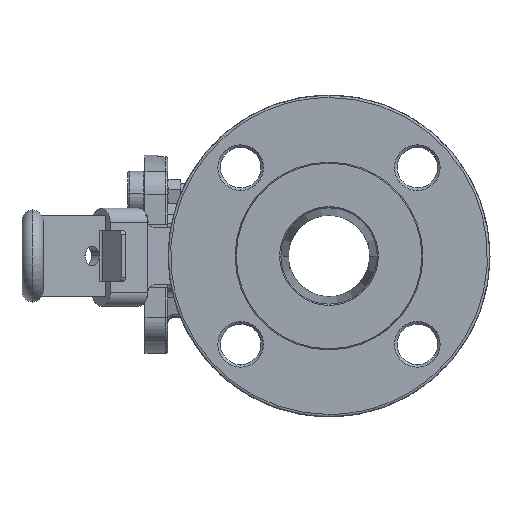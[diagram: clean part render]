
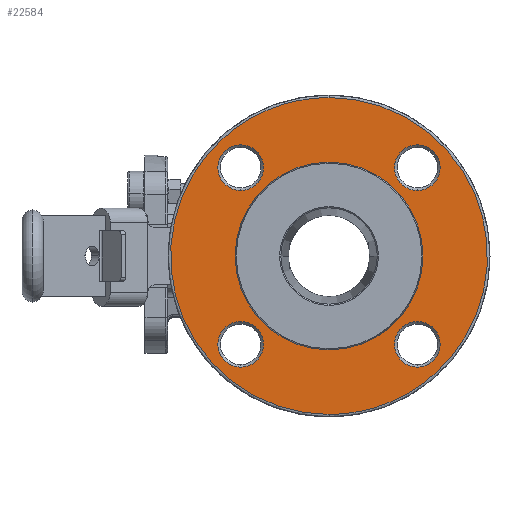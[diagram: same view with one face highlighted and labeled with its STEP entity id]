
A CAD part, left-side view. The second image highlights one B-rep face of the part: STEP entity #22584.
In plain terms, the highlighted planar face has unit normal (-1, 0, 0).
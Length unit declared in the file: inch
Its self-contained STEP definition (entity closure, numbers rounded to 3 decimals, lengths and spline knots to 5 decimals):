
#187 = DIRECTION ( 'NONE',  ( 1., 0., 0. ) ) ;
#250 = EDGE_CURVE ( 'NONE', #10698, #37158, #20582, .T. ) ;
#276 = DIRECTION ( 'NONE',  ( 0., 0., 1. ) ) ;
#299 = CARTESIAN_POINT ( 'NONE',  ( -3.41814, -1.6356, 1.72679 ) ) ;
#958 = CARTESIAN_POINT ( 'NONE',  ( -3.41814, -0.26315, -1.45782 ) ) ;
#971 = DIRECTION ( 'NONE',  ( 0., 0., 1. ) ) ;
#3007 = AXIS2_PLACEMENT_3D ( 'NONE', #32006, #47615, #28156 ) ;
#3150 = VERTEX_POINT ( 'NONE', #26795 ) ;
#3712 = FACE_BOUND ( 'NONE', #29491, .T. ) ;
#5022 = VERTEX_POINT ( 'NONE', #32296 ) ;
#5124 = EDGE_CURVE ( 'NONE', #37158, #10698, #32790, .T. ) ;
#5236 = CARTESIAN_POINT ( 'NONE',  ( -3.41814, -1.6356, 1.37246 ) ) ;
#5343 =( BOUNDED_CURVE ( )  B_SPLINE_CURVE ( 3, ( #9849, #41215, #40717, #9349 ),
 .UNSPECIFIED., .F., .T. ) 
 B_SPLINE_CURVE_WITH_KNOTS ( ( 4, 4 ),
 ( 0., 0.5 ),
 .UNSPECIFIED. ) 
 CURVE ( )  GEOMETRIC_REPRESENTATION_ITEM ( )  RATIONAL_B_SPLINE_CURVE ( ( 1., 0.333, 0.333, 1. ) ) 
 REPRESENTATION_ITEM ( '' )  );
#6612 = ORIENTED_EDGE ( 'NONE', *, *, #29281, .T. ) ;
#6771 = AXIS2_PLACEMENT_3D ( 'NONE', #45966, #10975, #276 ) ;
#7773 = CARTESIAN_POINT ( 'NONE',  ( -3.41814, -1.6356, -1.01812 ) ) ;
#7940 = CARTESIAN_POINT ( 'NONE',  ( -3.41814, -0.26315, 0. ) ) ;
#8055 = EDGE_LOOP ( 'NONE', ( #10691, #49982 ) ) ;
#8357 = CARTESIAN_POINT ( 'NONE',  ( -3.41814, -1.6356, -1.37246 ) ) ;
#8485 = AXIS2_PLACEMENT_3D ( 'NONE', #27679, #43266, #20518 ) ;
#9018 = EDGE_LOOP ( 'NONE', ( #37375, #21273 ) ) ;
#9081 = DIRECTION ( 'NONE',  ( 1., 0., 0. ) ) ;
#9331 = CARTESIAN_POINT ( 'NONE',  ( -3.41814, -1.6356, 1.37246 ) ) ;
#9349 = CARTESIAN_POINT ( 'NONE',  ( -3.41814, -0.26315, -2.46063 ) ) ;
#9849 = CARTESIAN_POINT ( 'NONE',  ( -3.41814, -0.26315, 2.46063 ) ) ;
#10691 = ORIENTED_EDGE ( 'NONE', *, *, #20148, .F. ) ;
#10698 = VERTEX_POINT ( 'NONE', #44512 ) ;
#10816 = EDGE_CURVE ( 'NONE', #40763, #3150, #27415, .T. ) ;
#10951 = ORIENTED_EDGE ( 'NONE', *, *, #16564, .T. ) ;
#10975 = DIRECTION ( 'NONE',  ( 1., 0., 0. ) ) ;
#11364 = FACE_BOUND ( 'NONE', #28722, .T. ) ;
#11485 = EDGE_CURVE ( 'NONE', #16749, #15036, #24984, .T. ) ;
#12109 = CARTESIAN_POINT ( 'NONE',  ( -3.41814, -0.26315, 0. ) ) ;
#12351 = DIRECTION ( 'NONE',  ( 0., 0., -1. ) ) ;
#12745 = CIRCLE ( 'NONE', #21706, 1.45782 ) ;
#13102 = EDGE_CURVE ( 'NONE', #5022, #28111, #27097, .T. ) ;
#13374 = VERTEX_POINT ( 'NONE', #16795 ) ;
#13795 = CARTESIAN_POINT ( 'NONE',  ( -3.41814, -0.26315, 2.46063 ) ) ;
#15036 = VERTEX_POINT ( 'NONE', #958 ) ;
#15184 = FACE_OUTER_BOUND ( 'NONE', #35840, .T. ) ;
#16564 = EDGE_CURVE ( 'NONE', #17818, #16625, #38610, .T. ) ;
#16625 = VERTEX_POINT ( 'NONE', #23875 ) ;
#16749 = VERTEX_POINT ( 'NONE', #30004 ) ;
#16795 = CARTESIAN_POINT ( 'NONE',  ( -3.41814, -0.26315, -2.46063 ) ) ;
#17633 = CARTESIAN_POINT ( 'NONE',  ( -3.41814, 1.10931, 1.72679 ) ) ;
#17818 = VERTEX_POINT ( 'NONE', #34397 ) ;
#19263 = PLANE ( 'NONE',  #22597 ) ;
#20148 = EDGE_CURVE ( 'NONE', #15036, #16749, #12745, .T. ) ;
#20518 = DIRECTION ( 'NONE',  ( 0., 0., 1. ) ) ;
#20553 = DIRECTION ( 'NONE',  ( 1., 0., 0. ) ) ;
#20582 = CIRCLE ( 'NONE', #45923, 0.35433 ) ;
#21273 = ORIENTED_EDGE ( 'NONE', *, *, #40091, .T. ) ;
#21278 = EDGE_LOOP ( 'NONE', ( #10951, #6612 ) ) ;
#21455 = CIRCLE ( 'NONE', #33682, 0.35433 ) ;
#21525 = CARTESIAN_POINT ( 'NONE',  ( -3.41814, -0.26315, -2.46063 ) ) ;
#21706 = AXIS2_PLACEMENT_3D ( 'NONE', #7940, #42133, #31647 ) ;
#22059 = ORIENTED_EDGE ( 'NONE', *, *, #5124, .T. ) ;
#22555 = AXIS2_PLACEMENT_3D ( 'NONE', #12109, #31239, #12351 ) ;
#22584 = ADVANCED_FACE ( 'NONE', ( #34588, #15184, #30732, #38652, #11364, #3712 ), #19263, .F. ) ;
#22597 = AXIS2_PLACEMENT_3D ( 'NONE', #33465, #29107, #49065 ) ;
#23875 = CARTESIAN_POINT ( 'NONE',  ( -3.41814, 1.10931, -1.72679 ) ) ;
#24229 =( BOUNDED_CURVE ( )  B_SPLINE_CURVE ( 3, ( #21525, #28425, #36589, #29174 ),
 .UNSPECIFIED., .F., .F. ) 
 B_SPLINE_CURVE_WITH_KNOTS ( ( 4, 4 ),
 ( 0.5, 1. ),
 .UNSPECIFIED. ) 
 CURVE ( )  GEOMETRIC_REPRESENTATION_ITEM ( )  RATIONAL_B_SPLINE_CURVE ( ( 1., 0.333, 0.333, 1. ) ) 
 REPRESENTATION_ITEM ( '' )  );
#24592 = DIRECTION ( 'NONE',  ( 0., 0., 1. ) ) ;
#24984 = CIRCLE ( 'NONE', #22555, 1.45782 ) ;
#25830 = CARTESIAN_POINT ( 'NONE',  ( -3.41814, 1.10931, -1.37246 ) ) ;
#26389 = CIRCLE ( 'NONE', #8485, 0.35433 ) ;
#26795 = CARTESIAN_POINT ( 'NONE',  ( -3.41814, -1.6356, -1.72679 ) ) ;
#27097 = CIRCLE ( 'NONE', #6771, 0.35433 ) ;
#27415 = CIRCLE ( 'NONE', #3007, 0.35433 ) ;
#27679 = CARTESIAN_POINT ( 'NONE',  ( -3.41814, 1.10931, 1.37246 ) ) ;
#28111 = VERTEX_POINT ( 'NONE', #17633 ) ;
#28156 = DIRECTION ( 'NONE',  ( 0., 0., 1. ) ) ;
#28425 = CARTESIAN_POINT ( 'NONE',  ( -3.41814, 4.65811, -2.46063 ) ) ;
#28616 = CIRCLE ( 'NONE', #29545, 0.35433 ) ;
#28722 = EDGE_LOOP ( 'NONE', ( #33837, #49754 ) ) ;
#29107 = DIRECTION ( 'NONE',  ( 1., 0., 0. ) ) ;
#29129 = EDGE_CURVE ( 'NONE', #13374, #39977, #24229, .T. ) ;
#29174 = CARTESIAN_POINT ( 'NONE',  ( -3.41814, -0.26315, 2.46063 ) ) ;
#29281 = EDGE_CURVE ( 'NONE', #16625, #17818, #28616, .T. ) ;
#29491 = EDGE_LOOP ( 'NONE', ( #22059, #46747 ) ) ;
#29545 = AXIS2_PLACEMENT_3D ( 'NONE', #25830, #42182, #49385 ) ;
#30004 = CARTESIAN_POINT ( 'NONE',  ( -3.41814, -0.26315, 1.45782 ) ) ;
#30732 = FACE_BOUND ( 'NONE', #21278, .T. ) ;
#31239 = DIRECTION ( 'NONE',  ( -1., 0., 0. ) ) ;
#31647 = DIRECTION ( 'NONE',  ( 0., 0., -1. ) ) ;
#32006 = CARTESIAN_POINT ( 'NONE',  ( -3.41814, -1.6356, -1.37246 ) ) ;
#32115 = AXIS2_PLACEMENT_3D ( 'NONE', #39970, #40460, #971 ) ;
#32296 = CARTESIAN_POINT ( 'NONE',  ( -3.41814, 1.10931, 1.01812 ) ) ;
#32790 = CIRCLE ( 'NONE', #34390, 0.35433 ) ;
#33465 = CARTESIAN_POINT ( 'NONE',  ( -3.41814, -1.72097, 0. ) ) ;
#33586 = ORIENTED_EDGE ( 'NONE', *, *, #29129, .F. ) ;
#33682 = AXIS2_PLACEMENT_3D ( 'NONE', #8357, #20553, #45340 ) ;
#33837 = ORIENTED_EDGE ( 'NONE', *, *, #43067, .T. ) ;
#34390 = AXIS2_PLACEMENT_3D ( 'NONE', #9331, #9081, #24592 ) ;
#34397 = CARTESIAN_POINT ( 'NONE',  ( -3.41814, 1.10931, -1.01812 ) ) ;
#34588 = FACE_BOUND ( 'NONE', #8055, .T. ) ;
#35840 = EDGE_LOOP ( 'NONE', ( #33586, #43609 ) ) ;
#36589 = CARTESIAN_POINT ( 'NONE',  ( -3.41814, 4.65811, 2.46063 ) ) ;
#37158 = VERTEX_POINT ( 'NONE', #299 ) ;
#37375 = ORIENTED_EDGE ( 'NONE', *, *, #10816, .T. ) ;
#38610 = CIRCLE ( 'NONE', #32115, 0.35433 ) ;
#38652 = FACE_BOUND ( 'NONE', #9018, .T. ) ;
#39970 = CARTESIAN_POINT ( 'NONE',  ( -3.41814, 1.10931, -1.37246 ) ) ;
#39977 = VERTEX_POINT ( 'NONE', #13795 ) ;
#40091 = EDGE_CURVE ( 'NONE', #3150, #40763, #21455, .T. ) ;
#40165 = EDGE_CURVE ( 'NONE', #39977, #13374, #5343, .T. ) ;
#40460 = DIRECTION ( 'NONE',  ( 1., 0., 0. ) ) ;
#40717 = CARTESIAN_POINT ( 'NONE',  ( -3.41814, -5.18441, -2.46063 ) ) ;
#40763 = VERTEX_POINT ( 'NONE', #7773 ) ;
#41215 = CARTESIAN_POINT ( 'NONE',  ( -3.41814, -5.18441, 2.46063 ) ) ;
#42133 = DIRECTION ( 'NONE',  ( -1., 0., 0. ) ) ;
#42182 = DIRECTION ( 'NONE',  ( 1., 0., 0. ) ) ;
#43067 = EDGE_CURVE ( 'NONE', #28111, #5022, #26389, .T. ) ;
#43266 = DIRECTION ( 'NONE',  ( 1., 0., 0. ) ) ;
#43609 = ORIENTED_EDGE ( 'NONE', *, *, #40165, .F. ) ;
#44512 = CARTESIAN_POINT ( 'NONE',  ( -3.41814, -1.6356, 1.01812 ) ) ;
#45340 = DIRECTION ( 'NONE',  ( 0., 0., 1. ) ) ;
#45923 = AXIS2_PLACEMENT_3D ( 'NONE', #5236, #187, #46884 ) ;
#45966 = CARTESIAN_POINT ( 'NONE',  ( -3.41814, 1.10931, 1.37246 ) ) ;
#46747 = ORIENTED_EDGE ( 'NONE', *, *, #250, .T. ) ;
#46884 = DIRECTION ( 'NONE',  ( 0., 0., 1. ) ) ;
#47615 = DIRECTION ( 'NONE',  ( 1., 0., 0. ) ) ;
#49065 = DIRECTION ( 'NONE',  ( 0., 0., -1. ) ) ;
#49385 = DIRECTION ( 'NONE',  ( 0., 0., 1. ) ) ;
#49754 = ORIENTED_EDGE ( 'NONE', *, *, #13102, .T. ) ;
#49982 = ORIENTED_EDGE ( 'NONE', *, *, #11485, .F. ) ;
